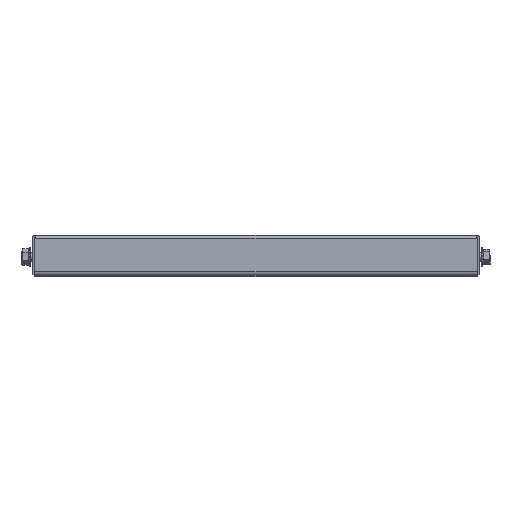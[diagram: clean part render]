
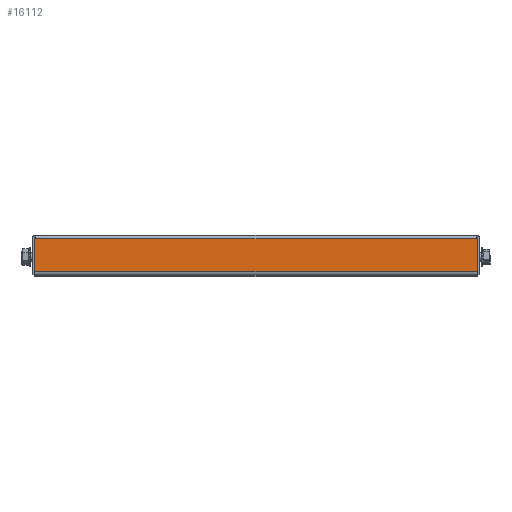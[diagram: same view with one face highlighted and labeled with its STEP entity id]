
A CAD part, top view. The second image highlights one B-rep face of the part: STEP entity #16112.
In plain terms, the highlighted planar face has unit normal (0, 0, 1).
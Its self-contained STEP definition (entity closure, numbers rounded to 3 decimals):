
#1814 = VECTOR ( 'NONE', #18466, 1000. ) ;
#2513 = CARTESIAN_POINT ( 'NONE',  ( 221.793, -3.5, 326.5 ) ) ;
#2551 = EDGE_CURVE ( 'NONE', #5316, #15404, #7585, .T. ) ;
#2556 = ORIENTED_EDGE ( 'NONE', *, *, #2551, .T. ) ;
#3048 = PLANE ( 'NONE',  #10526 ) ;
#3286 = CARTESIAN_POINT ( 'NONE',  ( 221.793, -36.5, 326.5 ) ) ;
#4549 = DIRECTION ( 'NONE',  ( 0., -1., 0. ) ) ;
#5099 = ORIENTED_EDGE ( 'NONE', *, *, #7179, .F. ) ;
#5258 = VERTEX_POINT ( 'NONE', #3286 ) ;
#5316 = VERTEX_POINT ( 'NONE', #2513 ) ;
#5830 = CARTESIAN_POINT ( 'NONE',  ( -221.793, -3.5, 326.5 ) ) ;
#6437 = CARTESIAN_POINT ( 'NONE',  ( -221.793, -36.5, 326.5 ) ) ;
#6495 = CARTESIAN_POINT ( 'NONE',  ( 221.793, -2., 326.5 ) ) ;
#7179 = EDGE_CURVE ( 'NONE', #10534, #15404, #12768, .T. ) ;
#7585 = LINE ( 'NONE', #15606, #11089 ) ;
#8003 = DIRECTION ( 'NONE',  ( 0., 1., 0. ) ) ;
#8243 = LINE ( 'NONE', #14872, #15702 ) ;
#8587 = EDGE_LOOP ( 'NONE', ( #5099, #9413, #15019, #2556 ) ) ;
#9291 = FACE_OUTER_BOUND ( 'NONE', #8587, .T. ) ;
#9413 = ORIENTED_EDGE ( 'NONE', *, *, #11563, .T. ) ;
#10526 = AXIS2_PLACEMENT_3D ( 'NONE', #14939, #13502, #4549 ) ;
#10534 = VERTEX_POINT ( 'NONE', #6437 ) ;
#10572 = EDGE_CURVE ( 'NONE', #5258, #5316, #18310, .T. ) ;
#11089 = VECTOR ( 'NONE', #15143, 1000. ) ;
#11563 = EDGE_CURVE ( 'NONE', #10534, #5258, #8243, .T. ) ;
#12768 = LINE ( 'NONE', #18540, #1814 ) ;
#13388 = VECTOR ( 'NONE', #8003, 1000. ) ;
#13433 = DIRECTION ( 'NONE',  ( 1., 0., 0. ) ) ;
#13502 = DIRECTION ( 'NONE',  ( 0., 0., 1. ) ) ;
#14872 = CARTESIAN_POINT ( 'NONE',  ( -221.793, -36.5, 326.5 ) ) ;
#14939 = CARTESIAN_POINT ( 'NONE',  ( -222.5, -2., 326.5 ) ) ;
#15019 = ORIENTED_EDGE ( 'NONE', *, *, #10572, .T. ) ;
#15143 = DIRECTION ( 'NONE',  ( -1., 0., 0. ) ) ;
#15404 = VERTEX_POINT ( 'NONE', #5830 ) ;
#15606 = CARTESIAN_POINT ( 'NONE',  ( -222.5, -3.5, 326.5 ) ) ;
#15702 = VECTOR ( 'NONE', #13433, 1000. ) ;
#16112 = ADVANCED_FACE ( 'NONE', ( #9291 ), #3048, .T. ) ;
#18310 = LINE ( 'NONE', #6495, #13388 ) ;
#18466 = DIRECTION ( 'NONE',  ( 0., 1., 0. ) ) ;
#18540 = CARTESIAN_POINT ( 'NONE',  ( -221.793, -2., 326.5 ) ) ;
